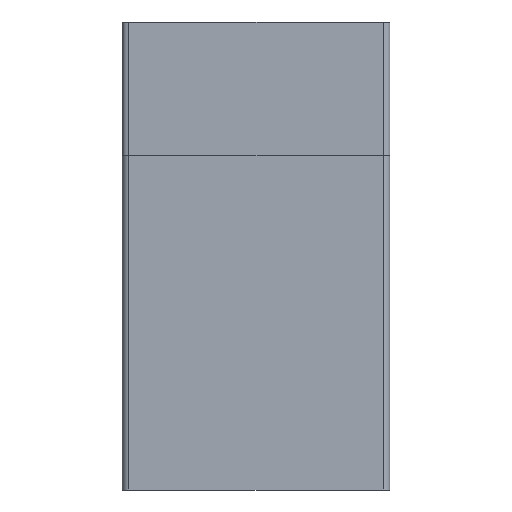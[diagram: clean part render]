
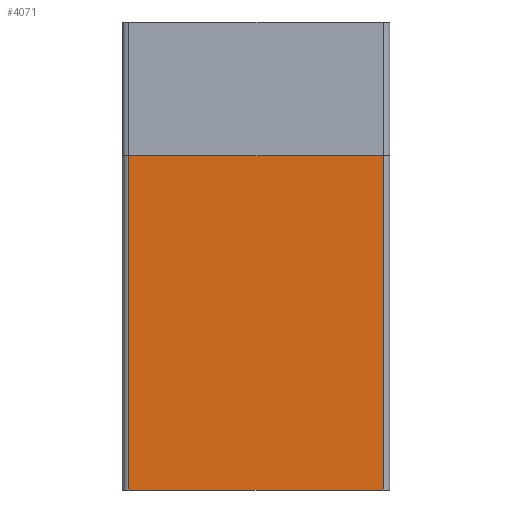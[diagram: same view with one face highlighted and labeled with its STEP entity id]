
A CAD part, front view. The second image highlights one B-rep face of the part: STEP entity #4071.
In plain terms, the highlighted planar face has unit normal (0, -1, 0).
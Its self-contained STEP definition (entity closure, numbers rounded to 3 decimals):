
#139 = DIRECTION ( 'NONE',  ( 1., 0., 0. ) ) ;
#922 = DIRECTION ( 'NONE',  ( 0., 0., 1. ) ) ;
#1068 = EDGE_LOOP ( 'NONE', ( #2399, #12052, #11240, #7794 ) ) ;
#1745 = CARTESIAN_POINT ( 'NONE',  ( 39., 0., 0. ) ) ;
#2361 = VECTOR ( 'NONE', #12877, 1000. ) ;
#2399 = ORIENTED_EDGE ( 'NONE', *, *, #6665, .F. ) ;
#2828 = PLANE ( 'NONE',  #4231 ) ;
#3368 = EDGE_CURVE ( 'NONE', #8953, #5648, #6235, .T. ) ;
#3858 = DIRECTION ( 'NONE',  ( 0., 1., 0. ) ) ;
#3988 = FACE_OUTER_BOUND ( 'NONE', #1068, .T. ) ;
#4071 = ADVANCED_FACE ( 'NONE', ( #3988 ), #2828, .F. ) ;
#4231 = AXIS2_PLACEMENT_3D ( 'NONE', #11287, #3858, #922 ) ;
#5265 = CARTESIAN_POINT ( 'NONE',  ( 1., 0., 0. ) ) ;
#5303 = CARTESIAN_POINT ( 'NONE',  ( 1., 0., 50. ) ) ;
#5648 = VERTEX_POINT ( 'NONE', #1745 ) ;
#6235 = LINE ( 'NONE', #5265, #10730 ) ;
#6619 = DIRECTION ( 'NONE',  ( 0., 0., -1. ) ) ;
#6665 = EDGE_CURVE ( 'NONE', #7654, #5648, #13146, .T. ) ;
#6917 = CARTESIAN_POINT ( 'NONE',  ( 39., 0., 70. ) ) ;
#6992 = VERTEX_POINT ( 'NONE', #11456 ) ;
#7626 = LINE ( 'NONE', #11763, #12513 ) ;
#7654 = VERTEX_POINT ( 'NONE', #9762 ) ;
#7794 = ORIENTED_EDGE ( 'NONE', *, *, #3368, .T. ) ;
#8348 = VECTOR ( 'NONE', #9449, 1000. ) ;
#8910 = EDGE_CURVE ( 'NONE', #7654, #6992, #11289, .T. ) ;
#8953 = VERTEX_POINT ( 'NONE', #9516 ) ;
#9449 = DIRECTION ( 'NONE',  ( -1., 0., 0. ) ) ;
#9516 = CARTESIAN_POINT ( 'NONE',  ( 1., 0., 0. ) ) ;
#9762 = CARTESIAN_POINT ( 'NONE',  ( 39., 0., 50. ) ) ;
#10730 = VECTOR ( 'NONE', #139, 1000. ) ;
#10918 = EDGE_CURVE ( 'NONE', #6992, #8953, #7626, .T. ) ;
#11240 = ORIENTED_EDGE ( 'NONE', *, *, #10918, .T. ) ;
#11287 = CARTESIAN_POINT ( 'NONE',  ( 1., 0., 70. ) ) ;
#11289 = LINE ( 'NONE', #5303, #8348 ) ;
#11456 = CARTESIAN_POINT ( 'NONE',  ( 1., 0., 50. ) ) ;
#11763 = CARTESIAN_POINT ( 'NONE',  ( 1., 0., 70. ) ) ;
#12052 = ORIENTED_EDGE ( 'NONE', *, *, #8910, .T. ) ;
#12513 = VECTOR ( 'NONE', #6619, 1000. ) ;
#12877 = DIRECTION ( 'NONE',  ( 0., 0., -1. ) ) ;
#13146 = LINE ( 'NONE', #6917, #2361 ) ;
